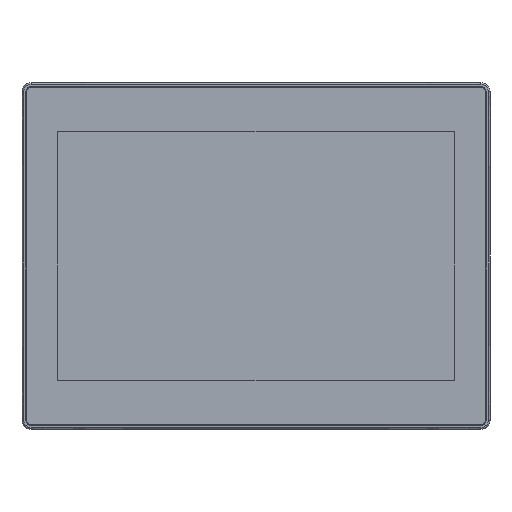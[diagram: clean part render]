
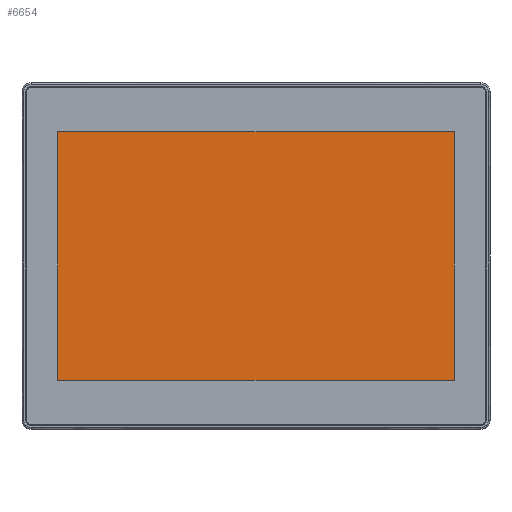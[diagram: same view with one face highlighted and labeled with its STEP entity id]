
A CAD part, top view. The second image highlights one B-rep face of the part: STEP entity #6654.
In plain terms, the highlighted planar face has unit normal (0, 0, 1).
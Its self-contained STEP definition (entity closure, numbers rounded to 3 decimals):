
#6377=DIRECTION('',(0.,1.,0.));
#6378=VECTOR('',#6377,164.);
#6379=CARTESIAN_POINT('',(-131.,-82.,-0.4));
#6380=LINE('',#6379,#6378);
#6381=DIRECTION('',(1.,0.,0.));
#6382=VECTOR('',#6381,262.);
#6383=CARTESIAN_POINT('',(-131.,82.,-0.4));
#6384=LINE('',#6383,#6382);
#6385=DIRECTION('',(0.,-1.,0.));
#6386=VECTOR('',#6385,164.);
#6387=CARTESIAN_POINT('',(131.,82.,-0.4));
#6388=LINE('',#6387,#6386);
#6389=DIRECTION('',(-1.,0.,0.));
#6390=VECTOR('',#6389,262.);
#6391=CARTESIAN_POINT('',(131.,-82.,-0.4));
#6392=LINE('',#6391,#6390);
#6417=CARTESIAN_POINT('',(-131.,-82.,-0.4));
#6418=CARTESIAN_POINT('',(-131.,82.,-0.4));
#6419=VERTEX_POINT('',#6417);
#6420=VERTEX_POINT('',#6418);
#6421=CARTESIAN_POINT('',(131.,82.,-0.4));
#6422=VERTEX_POINT('',#6421);
#6423=CARTESIAN_POINT('',(131.,-82.,-0.4));
#6424=VERTEX_POINT('',#6423);
#6643=CARTESIAN_POINT('',(0.,0.,-0.4));
#6644=DIRECTION('',(0.,0.,1.));
#6645=DIRECTION('',(1.,0.,0.));
#6646=AXIS2_PLACEMENT_3D('',#6643,#6644,#6645);
#6647=PLANE('',#6646);
#6648=ORIENTED_EDGE('',*,*,#6595,.T.);
#6649=ORIENTED_EDGE('',*,*,#6610,.T.);
#6650=ORIENTED_EDGE('',*,*,#6624,.T.);
#6651=ORIENTED_EDGE('',*,*,#6637,.T.);
#6652=EDGE_LOOP('',(#6648,#6649,#6650,#6651));
#6653=FACE_OUTER_BOUND('',#6652,.F.);
#6654=ADVANCED_FACE('',(#6653),#6647,.T.);
#6595=EDGE_CURVE('',#6419,#6420,#6380,.T.);
#6610=EDGE_CURVE('',#6420,#6422,#6384,.T.);
#6624=EDGE_CURVE('',#6422,#6424,#6388,.T.);
#6637=EDGE_CURVE('',#6424,#6419,#6392,.T.);
